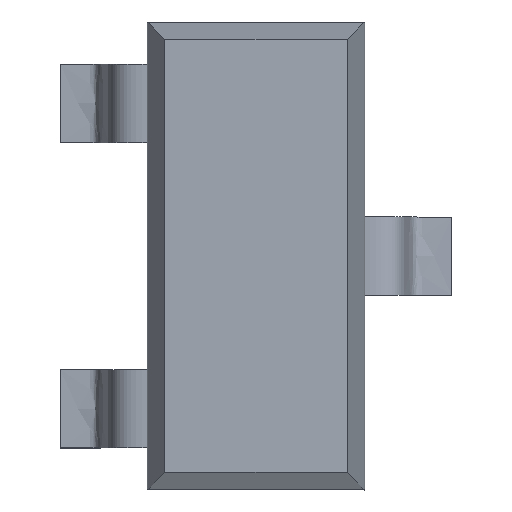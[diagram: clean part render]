
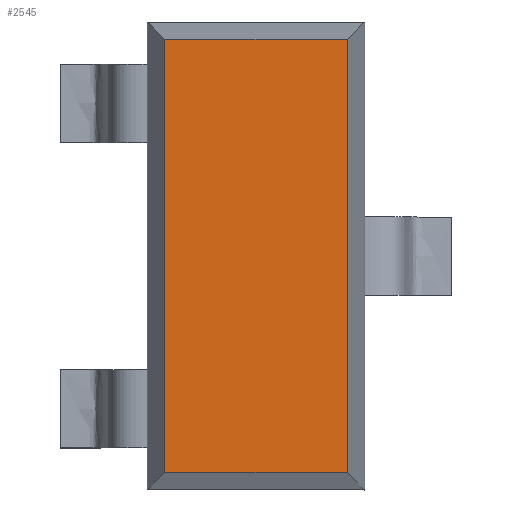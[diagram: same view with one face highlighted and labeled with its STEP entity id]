
A CAD part, top view. The second image highlights one B-rep face of the part: STEP entity #2545.
In plain terms, the highlighted planar face has unit normal (0, 0, 1).
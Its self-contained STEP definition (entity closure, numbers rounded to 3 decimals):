
#90 = CARTESIAN_POINT ( 'NONE',  ( 1.653, 0.408, 1.25 ) ) ;
#120 = DIRECTION ( 'NONE',  ( 0., -1., 0. ) ) ;
#157 = CARTESIAN_POINT ( 'NONE',  ( 1.77, -2.358, 1.25 ) ) ;
#231 = VERTEX_POINT ( 'NONE', #1287 ) ;
#260 = ORIENTED_EDGE ( 'NONE', *, *, #1333, .F. ) ;
#330 = VERTEX_POINT ( 'NONE', #1472 ) ;
#372 = ORIENTED_EDGE ( 'NONE', *, *, #2038, .T. ) ;
#401 = LINE ( 'NONE', #2188, #1167 ) ;
#513 = VERTEX_POINT ( 'NONE', #90 ) ;
#603 = PLANE ( 'NONE',  #1501 ) ;
#630 = ORIENTED_EDGE ( 'NONE', *, *, #2295, .T. ) ;
#891 = LINE ( 'NONE', #1701, #1837 ) ;
#1003 = VECTOR ( 'NONE', #2289, 1000. ) ;
#1027 = CARTESIAN_POINT ( 'NONE',  ( 0., 0., 1.25 ) ) ;
#1098 = CARTESIAN_POINT ( 'NONE',  ( 1.77, 0.408, 1.25 ) ) ;
#1138 = EDGE_LOOP ( 'NONE', ( #260, #2117, #630, #372 ) ) ;
#1141 = CARTESIAN_POINT ( 'NONE',  ( 1.653, -2.358, 1.25 ) ) ;
#1167 = VECTOR ( 'NONE', #1391, 1000. ) ;
#1195 = DIRECTION ( 'NONE',  ( 0., 0., 1. ) ) ;
#1287 = CARTESIAN_POINT ( 'NONE',  ( 0.487, 0.408, 1.25 ) ) ;
#1333 = EDGE_CURVE ( 'NONE', #1782, #330, #1520, .T. ) ;
#1391 = DIRECTION ( 'NONE',  ( 0., -1., 0. ) ) ;
#1472 = CARTESIAN_POINT ( 'NONE',  ( 0.487, -2.358, 1.25 ) ) ;
#1501 = AXIS2_PLACEMENT_3D ( 'NONE', #1027, #1195, #2627 ) ;
#1520 = LINE ( 'NONE', #157, #1675 ) ;
#1675 = VECTOR ( 'NONE', #2327, 1000. ) ;
#1700 = LINE ( 'NONE', #1098, #1003 ) ;
#1701 = CARTESIAN_POINT ( 'NONE',  ( 0.487, 0.525, 1.25 ) ) ;
#1782 = VERTEX_POINT ( 'NONE', #1141 ) ;
#1837 = VECTOR ( 'NONE', #120, 1000. ) ;
#2038 = EDGE_CURVE ( 'NONE', #231, #330, #891, .T. ) ;
#2117 = ORIENTED_EDGE ( 'NONE', *, *, #2199, .F. ) ;
#2188 = CARTESIAN_POINT ( 'NONE',  ( 1.653, 0.525, 1.25 ) ) ;
#2199 = EDGE_CURVE ( 'NONE', #513, #1782, #401, .T. ) ;
#2289 = DIRECTION ( 'NONE',  ( -1., 0., 0. ) ) ;
#2295 = EDGE_CURVE ( 'NONE', #513, #231, #1700, .T. ) ;
#2327 = DIRECTION ( 'NONE',  ( -1., 0., 0. ) ) ;
#2545 = ADVANCED_FACE ( 'NONE', ( #2612 ), #603, .T. ) ;
#2612 = FACE_OUTER_BOUND ( 'NONE', #1138, .T. ) ;
#2627 = DIRECTION ( 'NONE',  ( 1., 0., 0. ) ) ;
